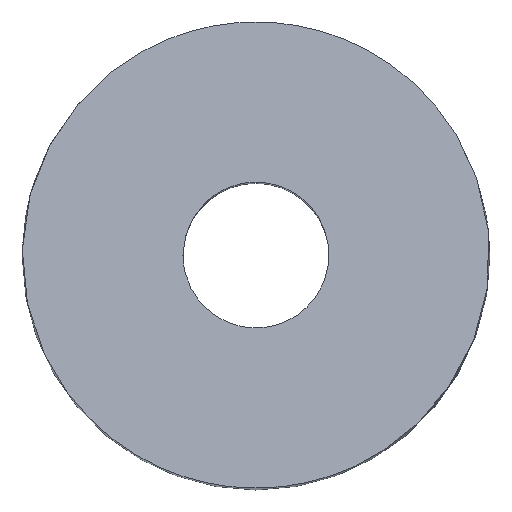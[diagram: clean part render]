
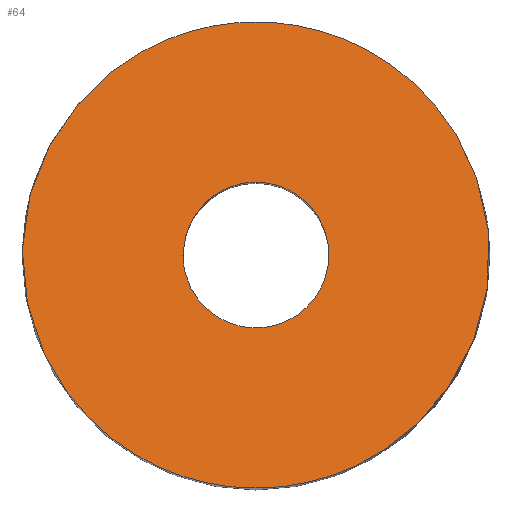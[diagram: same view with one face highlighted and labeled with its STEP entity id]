
A CAD part, top view. The second image highlights one B-rep face of the part: STEP entity #64.
In plain terms, the highlighted planar face has unit normal (0, 0.866, 0.5).
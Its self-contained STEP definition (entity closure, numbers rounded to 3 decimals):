
#20 = CARTESIAN_POINT ( 'NONE',  ( -8., 4., 6.144 ) ) ;
#25 = AXIS2_PLACEMENT_3D ( 'NONE', #157, #74, #90 ) ;
#26 = VERTEX_POINT ( 'NONE', #139 ) ;
#33 = CARTESIAN_POINT ( 'NONE',  ( 0., 1.25, 10.907 ) ) ;
#55 = CARTESIAN_POINT ( 'NONE',  ( 0., 4., 6.144 ) ) ;
#56 = VERTEX_POINT ( 'NONE', #125 ) ;
#64 = ADVANCED_FACE ( 'NONE', ( #81, #92 ), #143, .F. ) ;
#71 = EDGE_LOOP ( 'NONE', ( #166 ) ) ;
#73 =( BOUNDED_CURVE ( )  B_SPLINE_CURVE ( 3, ( #160, #177, #148, #146, #78, #20, #55 ),
 .UNSPECIFIED., .T., .T. ) 
 B_SPLINE_CURVE_WITH_KNOTS ( ( 4, 3, 4 ),
 ( 0., 3.142, 6.283 ),
 .UNSPECIFIED. ) 
 CURVE ( )  GEOMETRIC_REPRESENTATION_ITEM ( )  RATIONAL_B_SPLINE_CURVE ( ( 1., 0.333, 0.333, 1., 0.333, 0.333, 1. ) ) 
 REPRESENTATION_ITEM ( '' )  );
#74 = DIRECTION ( 'NONE',  ( 0., -0.866, -0.5 ) ) ;
#78 = CARTESIAN_POINT ( 'NONE',  ( -8., -4., 20. ) ) ;
#81 = FACE_BOUND ( 'NONE', #91, .T. ) ;
#90 = DIRECTION ( 'NONE',  ( 0., 0.5, -0.866 ) ) ;
#91 = EDGE_LOOP ( 'NONE', ( #116 ) ) ;
#92 = FACE_OUTER_BOUND ( 'NONE', #71, .T. ) ;
#94 = CARTESIAN_POINT ( 'NONE',  ( -2.5, 1.25, 10.907 ) ) ;
#101 = EDGE_CURVE ( 'NONE', #56, #56, #73, .T. ) ;
#116 = ORIENTED_EDGE ( 'NONE', *, *, #137, .T. ) ;
#117 =( BOUNDED_CURVE ( )  B_SPLINE_CURVE ( 3, ( #33, #164, #180, #176, #121, #94, #194 ),
 .UNSPECIFIED., .T., .F. ) 
 B_SPLINE_CURVE_WITH_KNOTS ( ( 4, 3, 4 ),
 ( 0., 3.142, 6.283 ),
 .UNSPECIFIED. ) 
 CURVE ( )  GEOMETRIC_REPRESENTATION_ITEM ( )  RATIONAL_B_SPLINE_CURVE ( ( 1., 0.333, 0.333, 1., 0.333, 0.333, 1. ) ) 
 REPRESENTATION_ITEM ( '' )  );
#121 = CARTESIAN_POINT ( 'NONE',  ( -2.5, -1.25, 15.237 ) ) ;
#125 = CARTESIAN_POINT ( 'NONE',  ( 0., 4., 6.144 ) ) ;
#137 = EDGE_CURVE ( 'NONE', #26, #26, #117, .T. ) ;
#139 = CARTESIAN_POINT ( 'NONE',  ( 0., 1.25, 10.907 ) ) ;
#143 = PLANE ( 'NONE',  #25 ) ;
#146 = CARTESIAN_POINT ( 'NONE',  ( 0., -4., 20. ) ) ;
#148 = CARTESIAN_POINT ( 'NONE',  ( 8., -4., 20. ) ) ;
#157 = CARTESIAN_POINT ( 'NONE',  ( -4., -4.312, 20.54 ) ) ;
#160 = CARTESIAN_POINT ( 'NONE',  ( 0., 4., 6.144 ) ) ;
#164 = CARTESIAN_POINT ( 'NONE',  ( 2.5, 1.25, 10.907 ) ) ;
#166 = ORIENTED_EDGE ( 'NONE', *, *, #101, .F. ) ;
#176 = CARTESIAN_POINT ( 'NONE',  ( 0., -1.25, 15.237 ) ) ;
#177 = CARTESIAN_POINT ( 'NONE',  ( 8., 4., 6.144 ) ) ;
#180 = CARTESIAN_POINT ( 'NONE',  ( 2.5, -1.25, 15.237 ) ) ;
#194 = CARTESIAN_POINT ( 'NONE',  ( 0., 1.25, 10.907 ) ) ;
